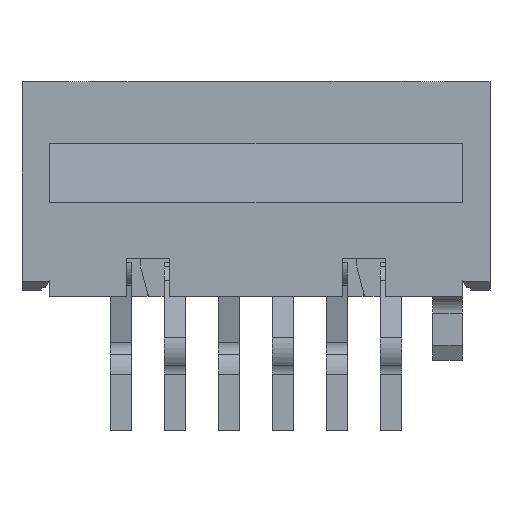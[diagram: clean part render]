
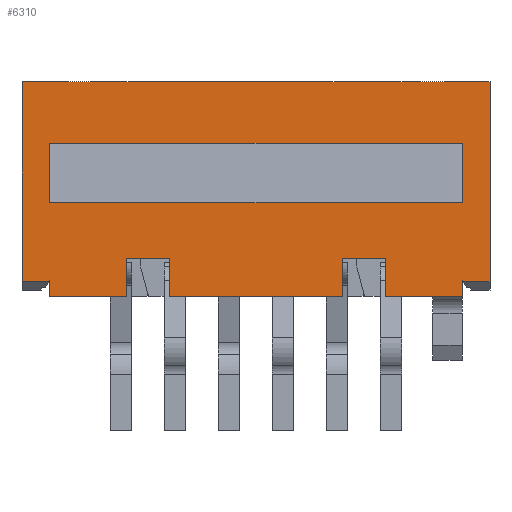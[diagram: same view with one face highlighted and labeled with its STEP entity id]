
A CAD part, front view. The second image highlights one B-rep face of the part: STEP entity #6310.
In plain terms, the highlighted planar face has unit normal (0, -1, 0).
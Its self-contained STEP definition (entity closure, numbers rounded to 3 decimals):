
#162=DIRECTION('',(-1.,0.,0.));
#163=VECTOR('',#162,1.81);
#164=CARTESIAN_POINT('',(-3.04,-2.5,-5.05));
#165=LINE('',#164,#163);
#170=DIRECTION('',(-1.,0.,0.));
#171=VECTOR('',#170,4.08);
#172=CARTESIAN_POINT('',(2.04,-2.5,-5.05));
#173=LINE('',#172,#171);
#202=DIRECTION('',(-1.,0.,0.));
#203=VECTOR('',#202,1.81);
#204=CARTESIAN_POINT('',(4.85,-2.5,-5.05));
#205=LINE('',#204,#203);
#682=DIRECTION('',(-1.,0.,0.));
#683=VECTOR('',#682,9.7);
#684=CARTESIAN_POINT('',(4.85,-2.5,-2.85));
#685=LINE('',#684,#683);
#686=DIRECTION('',(0.,0.,1.));
#687=VECTOR('',#686,1.4);
#688=CARTESIAN_POINT('',(4.85,-2.5,-2.85));
#689=LINE('',#688,#687);
#690=DIRECTION('',(-1.,0.,0.));
#691=VECTOR('',#690,9.7);
#692=CARTESIAN_POINT('',(4.85,-2.5,-1.45));
#693=LINE('',#692,#691);
#694=DIRECTION('',(0.,0.,-1.));
#695=VECTOR('',#694,1.4);
#696=CARTESIAN_POINT('',(-4.85,-2.5,-1.45));
#697=LINE('',#696,#695);
#698=DIRECTION('',(1.,0.,0.));
#699=VECTOR('',#698,0.633);
#700=CARTESIAN_POINT('',(4.867,-2.5,-4.7));
#701=LINE('',#700,#699);
#702=DIRECTION('',(-0.5,0.,0.866));
#703=VECTOR('',#702,0.035);
#704=CARTESIAN_POINT('',(4.867,-2.5,-4.7));
#705=LINE('',#704,#703);
#706=DIRECTION('',(0.,0.,-1.));
#707=VECTOR('',#706,0.38);
#708=CARTESIAN_POINT('',(4.85,-2.5,-4.67));
#709=LINE('',#708,#707);
#710=DIRECTION('',(0.,0.,1.));
#711=VECTOR('',#710,0.9);
#712=CARTESIAN_POINT('',(3.04,-2.5,-5.05));
#713=LINE('',#712,#711);
#714=DIRECTION('',(1.,0.,0.));
#715=VECTOR('',#714,1.);
#716=CARTESIAN_POINT('',(2.04,-2.5,-4.15));
#717=LINE('',#716,#715);
#718=DIRECTION('',(0.,0.,1.));
#719=VECTOR('',#718,0.9);
#720=CARTESIAN_POINT('',(2.04,-2.5,-5.05));
#721=LINE('',#720,#719);
#722=DIRECTION('',(0.,0.,1.));
#723=VECTOR('',#722,0.9);
#724=CARTESIAN_POINT('',(-2.04,-2.5,-5.05));
#725=LINE('',#724,#723);
#726=DIRECTION('',(1.,0.,0.));
#727=VECTOR('',#726,1.);
#728=CARTESIAN_POINT('',(-3.04,-2.5,-4.15));
#729=LINE('',#728,#727);
#730=DIRECTION('',(0.,0.,1.));
#731=VECTOR('',#730,0.9);
#732=CARTESIAN_POINT('',(-3.04,-2.5,-5.05));
#733=LINE('',#732,#731);
#734=DIRECTION('',(-0.5,0.,-0.866));
#735=VECTOR('',#734,0.035);
#736=CARTESIAN_POINT('',(-4.85,-2.5,-4.67));
#737=LINE('',#736,#735);
#738=DIRECTION('',(-1.,0.,0.));
#739=VECTOR('',#738,0.633);
#740=CARTESIAN_POINT('',(-4.867,-2.5,-4.7));
#741=LINE('',#740,#739);
#742=DIRECTION('',(0.,0.,1.));
#743=VECTOR('',#742,4.7);
#744=CARTESIAN_POINT('',(-5.5,-2.5,-4.7));
#745=LINE('',#744,#743);
#746=DIRECTION('',(1.,0.,0.));
#747=VECTOR('',#746,11.);
#748=CARTESIAN_POINT('',(-5.5,-2.5,0.));
#749=LINE('',#748,#747);
#750=DIRECTION('',(0.,0.,-1.));
#751=VECTOR('',#750,4.7);
#752=CARTESIAN_POINT('',(5.5,-2.5,0.));
#753=LINE('',#752,#751);
#1062=DIRECTION('',(0.,0.,-1.));
#1063=VECTOR('',#1062,0.38);
#1064=CARTESIAN_POINT('',(-4.85,-2.5,-4.67));
#1065=LINE('',#1064,#1063);
#4266=CARTESIAN_POINT('',(-4.85,-2.5,-5.05));
#4268=VERTEX_POINT('',#4266);
#4347=CARTESIAN_POINT('',(-3.04,-2.5,-4.15));
#4349=VERTEX_POINT('',#4347);
#4355=CARTESIAN_POINT('',(-2.04,-2.5,-4.15));
#4357=VERTEX_POINT('',#4355);
#4363=CARTESIAN_POINT('',(2.04,-2.5,-4.15));
#4365=VERTEX_POINT('',#4363);
#4371=CARTESIAN_POINT('',(3.04,-2.5,-4.15));
#4373=VERTEX_POINT('',#4371);
#4516=CARTESIAN_POINT('',(4.85,-2.5,-5.05));
#4517=VERTEX_POINT('',#4516);
#4558=CARTESIAN_POINT('',(-3.04,-2.5,-5.05));
#4560=VERTEX_POINT('',#4558);
#4566=CARTESIAN_POINT('',(-2.04,-2.5,-5.05));
#4568=VERTEX_POINT('',#4566);
#4574=CARTESIAN_POINT('',(2.04,-2.5,-5.05));
#4576=VERTEX_POINT('',#4574);
#4582=CARTESIAN_POINT('',(3.04,-2.5,-5.05));
#4584=VERTEX_POINT('',#4582);
#4698=CARTESIAN_POINT('',(-4.867,-2.5,-4.7));
#4699=CARTESIAN_POINT('',(-5.5,-2.5,-4.7));
#4700=VERTEX_POINT('',#4698);
#4701=VERTEX_POINT('',#4699);
#4706=CARTESIAN_POINT('',(4.867,-2.5,-4.7));
#4707=CARTESIAN_POINT('',(5.5,-2.5,-4.7));
#4708=VERTEX_POINT('',#4706);
#4709=VERTEX_POINT('',#4707);
#4826=CARTESIAN_POINT('',(-5.5,-2.5,0.));
#4827=CARTESIAN_POINT('',(5.5,-2.5,0.));
#4828=VERTEX_POINT('',#4826);
#4829=VERTEX_POINT('',#4827);
#4834=CARTESIAN_POINT('',(4.85,-2.5,-1.45));
#4835=CARTESIAN_POINT('',(-4.85,-2.5,-1.45));
#4836=VERTEX_POINT('',#4834);
#4837=VERTEX_POINT('',#4835);
#4838=CARTESIAN_POINT('',(4.85,-2.5,-2.85));
#4839=VERTEX_POINT('',#4838);
#4840=CARTESIAN_POINT('',(-4.85,-2.5,-2.85));
#4841=VERTEX_POINT('',#4840);
#4846=CARTESIAN_POINT('',(4.85,-2.5,-4.67));
#4847=VERTEX_POINT('',#4846);
#4848=CARTESIAN_POINT('',(-4.85,-2.5,-4.67));
#4849=VERTEX_POINT('',#4848);
#6266=CARTESIAN_POINT('',(4.85,-2.5,-1.45));
#6267=DIRECTION('',(0.,-1.,0.));
#6268=DIRECTION('',(-1.,0.,0.));
#6269=AXIS2_PLACEMENT_3D('',#6266,#6267,#6268);
#6270=PLANE('',#6269);
#6272=ORIENTED_EDGE('',*,*,#6271,.F.);
#6273=ORIENTED_EDGE('',*,*,#6060,.T.);
#6274=ORIENTED_EDGE('',*,*,#6096,.T.);
#6275=ORIENTED_EDGE('',*,*,#5649,.T.);
#6277=ORIENTED_EDGE('',*,*,#6276,.T.);
#6278=ORIENTED_EDGE('',*,*,#5721,.F.);
#6280=ORIENTED_EDGE('',*,*,#6279,.F.);
#6281=ORIENTED_EDGE('',*,*,#5617,.T.);
#6282=ORIENTED_EDGE('',*,*,#5931,.T.);
#6283=ORIENTED_EDGE('',*,*,#5751,.F.);
#6284=ORIENTED_EDGE('',*,*,#5707,.F.);
#6285=ORIENTED_EDGE('',*,*,#5605,.T.);
#6287=ORIENTED_EDGE('',*,*,#6286,.F.);
#6289=ORIENTED_EDGE('',*,*,#6288,.T.);
#6291=ORIENTED_EDGE('',*,*,#6290,.T.);
#6293=ORIENTED_EDGE('',*,*,#6292,.T.);
#6295=ORIENTED_EDGE('',*,*,#6294,.T.);
#6297=ORIENTED_EDGE('',*,*,#6296,.T.);
#6298=EDGE_LOOP('',(#6272,#6273,#6274,#6275,#6277,#6278,#6280,#6281,#6282,#6283,
#6284,#6285,#6287,#6289,#6291,#6293,#6295,#6297));
#6299=FACE_OUTER_BOUND('',#6298,.F.);
#6301=ORIENTED_EDGE('',*,*,#6300,.F.);
#6303=ORIENTED_EDGE('',*,*,#6302,.T.);
#6305=ORIENTED_EDGE('',*,*,#6304,.T.);
#6307=ORIENTED_EDGE('',*,*,#6306,.T.);
#6308=EDGE_LOOP('',(#6301,#6303,#6305,#6307));
#6309=FACE_BOUND('',#6308,.F.);
#5605=EDGE_CURVE('',#4560,#4268,#165,.T.);
#5617=EDGE_CURVE('',#4576,#4568,#173,.T.);
#5649=EDGE_CURVE('',#4517,#4584,#205,.T.);
#5707=EDGE_CURVE('',#4560,#4349,#733,.T.);
#5721=EDGE_CURVE('',#4365,#4373,#717,.T.);
#5751=EDGE_CURVE('',#4349,#4357,#729,.T.);
#5931=EDGE_CURVE('',#4568,#4357,#725,.T.);
#6060=EDGE_CURVE('',#4708,#4847,#705,.T.);
#6096=EDGE_CURVE('',#4847,#4517,#709,.T.);
#6271=EDGE_CURVE('',#4708,#4709,#701,.T.);
#6276=EDGE_CURVE('',#4584,#4373,#713,.T.);
#6279=EDGE_CURVE('',#4576,#4365,#721,.T.);
#6286=EDGE_CURVE('',#4849,#4268,#1065,.T.);
#6288=EDGE_CURVE('',#4849,#4700,#737,.T.);
#6290=EDGE_CURVE('',#4700,#4701,#741,.T.);
#6292=EDGE_CURVE('',#4701,#4828,#745,.T.);
#6294=EDGE_CURVE('',#4828,#4829,#749,.T.);
#6296=EDGE_CURVE('',#4829,#4709,#753,.T.);
#6300=EDGE_CURVE('',#4839,#4841,#685,.T.);
#6302=EDGE_CURVE('',#4839,#4836,#689,.T.);
#6304=EDGE_CURVE('',#4836,#4837,#693,.T.);
#6306=EDGE_CURVE('',#4837,#4841,#697,.T.);
#6310=ADVANCED_FACE('',(#6299,#6309),#6270,.T.);
